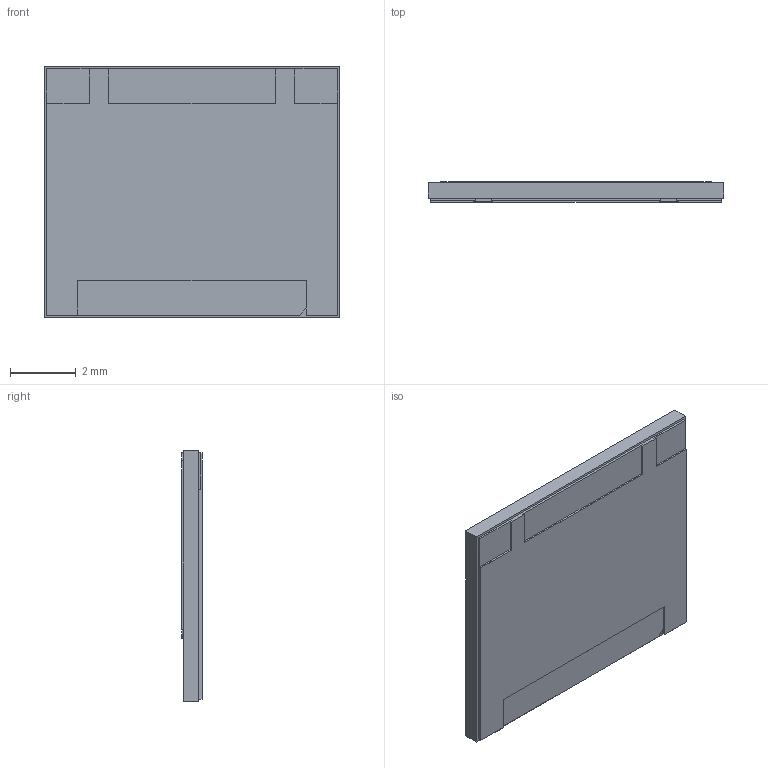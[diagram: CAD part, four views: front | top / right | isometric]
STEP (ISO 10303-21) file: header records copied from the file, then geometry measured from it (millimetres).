
FILE_DESCRIPTION (( 'STEP AP214' ), '1' );
FILE_NAME ('GS66516T.STEP', '2021-10-21T23:50:51', ( '' ), ( '' ), 'SwSTEP 2.0', 'SolidWorks 2017', '' );
FILE_SCHEMA (( 'AUTOMOTIVE_DESIGN' ));
Length unit declared in the file: millimetre
Products named in the file (1): GS66516T
Bounding box: 9 x 0.62 x 7.64 mm (x, y, z)
Volume: 40.7 mm3; surface area: 425.2 mm2
Topology: 9 solids, 9 shells, 117 faces, 288 edges, 192 vertices
Faces by surface type: plane 103, cylinder 14
Entity records: 3520 total; most frequent: CARTESIAN_POINT 598, ORIENTED_EDGE 576, DIRECTION 552, EDGE_CURVE 288, VECTOR 260, LINE 260, VERTEX_POINT 192, AXIS2_PLACEMENT_3D 146
